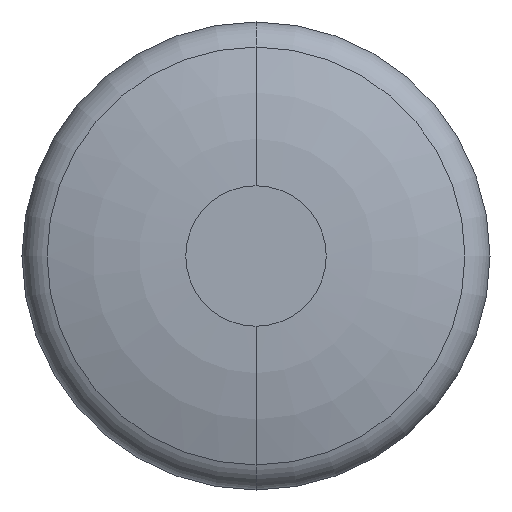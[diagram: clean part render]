
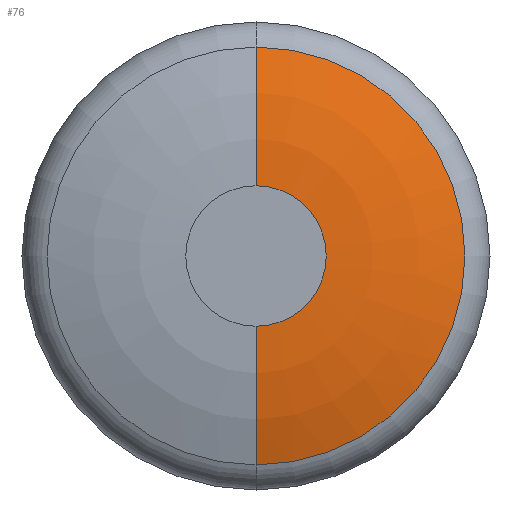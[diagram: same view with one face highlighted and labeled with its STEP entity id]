
A CAD part, front view. The second image highlights one B-rep face of the part: STEP entity #76.
In plain terms, the highlighted toroidal (fillet/blend) face has major radius 0.714 mm and minor radius 4.286 mm.
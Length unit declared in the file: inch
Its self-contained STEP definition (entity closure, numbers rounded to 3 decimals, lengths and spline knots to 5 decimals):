
#18 = CIRCLE ( 'NONE', #244, 0.08369 ) ;
#20 = CARTESIAN_POINT ( 'NONE',  ( 0., 0., 0.02812 ) ) ;
#21 = CIRCLE ( 'NONE', #291, 0.02812 ) ;
#30 = DIRECTION ( 'NONE',  ( -1., 0., 0. ) ) ;
#34 = ORIENTED_EDGE ( 'NONE', *, *, #307, .F. ) ;
#62 = CARTESIAN_POINT ( 'NONE',  ( 0., 0.00941, 0. ) ) ;
#65 = DIRECTION ( 'NONE',  ( 0., 0., -1. ) ) ;
#76 = ADVANCED_FACE ( 'NONE', ( #358 ), #100, .T. ) ;
#100 = TOROIDAL_SURFACE ( 'NONE', #141, 0.02812, 0.16875 ) ;
#108 = DIRECTION ( 'NONE',  ( 0., -1., 0. ) ) ;
#110 = AXIS2_PLACEMENT_3D ( 'NONE', #179, #331, #170 ) ;
#112 = EDGE_CURVE ( 'NONE', #256, #375, #259, .T. ) ;
#137 = DIRECTION ( 'NONE',  ( 0., 0., -1. ) ) ;
#141 = AXIS2_PLACEMENT_3D ( 'NONE', #210, #406, #65 ) ;
#142 = EDGE_CURVE ( 'NONE', #286, #375, #21, .T. ) ;
#143 = ORIENTED_EDGE ( 'NONE', *, *, #356, .T. ) ;
#161 = CARTESIAN_POINT ( 'NONE',  ( 0., 0.16875, -0.02812 ) ) ;
#170 = DIRECTION ( 'NONE',  ( 0., 0., -1. ) ) ;
#179 = CARTESIAN_POINT ( 'NONE',  ( 0., 0.16875, 0.02812 ) ) ;
#210 = CARTESIAN_POINT ( 'NONE',  ( 0., 0.16875, 0. ) ) ;
#219 = VERTEX_POINT ( 'NONE', #351 ) ;
#243 = CARTESIAN_POINT ( 'NONE',  ( 0., 0.00941, 0.08369 ) ) ;
#244 = AXIS2_PLACEMENT_3D ( 'NONE', #62, #281, #137 ) ;
#256 = VERTEX_POINT ( 'NONE', #243 ) ;
#259 = CIRCLE ( 'NONE', #110, 0.16875 ) ;
#262 = CIRCLE ( 'NONE', #338, 0.16875 ) ;
#279 = DIRECTION ( 'NONE',  ( 0., 0., -1. ) ) ;
#281 = DIRECTION ( 'NONE',  ( 0., -1., 0. ) ) ;
#286 = VERTEX_POINT ( 'NONE', #319 ) ;
#288 = CARTESIAN_POINT ( 'NONE',  ( 0., 0., 0. ) ) ;
#291 = AXIS2_PLACEMENT_3D ( 'NONE', #288, #108, #279 ) ;
#303 = ORIENTED_EDGE ( 'NONE', *, *, #112, .T. ) ;
#307 = EDGE_CURVE ( 'NONE', #219, #286, #262, .T. ) ;
#309 = ORIENTED_EDGE ( 'NONE', *, *, #142, .F. ) ;
#319 = CARTESIAN_POINT ( 'NONE',  ( 0., 0., -0.02812 ) ) ;
#327 = DIRECTION ( 'NONE',  ( 0., 0., 1. ) ) ;
#331 = DIRECTION ( 'NONE',  ( 1., 0., 0. ) ) ;
#338 = AXIS2_PLACEMENT_3D ( 'NONE', #161, #30, #327 ) ;
#351 = CARTESIAN_POINT ( 'NONE',  ( 0., 0.00941, -0.08369 ) ) ;
#356 = EDGE_CURVE ( 'NONE', #219, #256, #18, .T. ) ;
#358 = FACE_OUTER_BOUND ( 'NONE', #436, .T. ) ;
#375 = VERTEX_POINT ( 'NONE', #20 ) ;
#406 = DIRECTION ( 'NONE',  ( 0., -1., 0. ) ) ;
#436 = EDGE_LOOP ( 'NONE', ( #143, #303, #309, #34 ) ) ;
